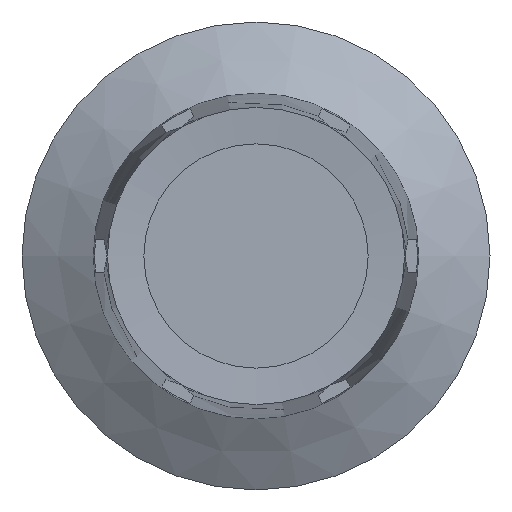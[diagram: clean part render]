
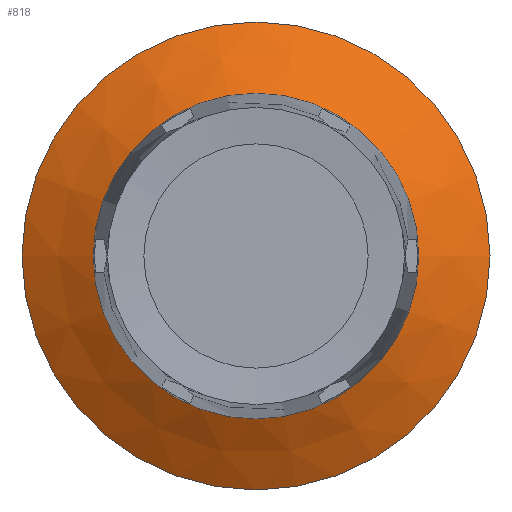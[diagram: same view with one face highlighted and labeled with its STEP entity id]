
A CAD part, front view. The second image highlights one B-rep face of the part: STEP entity #818.
In plain terms, the highlighted conical face has half-angle 60 degrees and reference radius 4 mm.
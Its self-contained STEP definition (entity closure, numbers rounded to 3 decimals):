
#369=CONICAL_SURFACE('',#3609,4.,60.);
#394=FACE_BOUND('',#1234,.T.);
#395=FACE_BOUND('',#1235,.T.);
#672=CIRCLE('',#3606,4.);
#673=CIRCLE('',#3608,5.75);
#818=ADVANCED_FACE('',(#394,#395),#369,.T.);
#1234=EDGE_LOOP('',(#1930));
#1235=EDGE_LOOP('',(#1931));
#1930=ORIENTED_EDGE('',*,*,#2800,.F.);
#1931=ORIENTED_EDGE('',*,*,#2799,.T.);
#2390=VERTEX_POINT('',#5685);
#2391=VERTEX_POINT('',#5688);
#2799=EDGE_CURVE('',#2390,#2390,#672,.T.);
#2800=EDGE_CURVE('',#2391,#2391,#673,.T.);
#3606=AXIS2_PLACEMENT_3D('',#5684,#4399,#4400);
#3608=AXIS2_PLACEMENT_3D('',#5687,#4403,#4404);
#3609=AXIS2_PLACEMENT_3D('',#5689,#4405,#4406);
#4399=DIRECTION('',(0.,1.,0.));
#4400=DIRECTION('',(1.,0.,0.));
#4403=DIRECTION('',(0.,1.,0.));
#4404=DIRECTION('',(1.,0.,0.));
#4405=DIRECTION('',(0.,1.,0.));
#4406=DIRECTION('',(1.,0.,0.));
#5684=CARTESIAN_POINT('',(0.,-18.1,0.));
#5685=CARTESIAN_POINT('',(4.,-18.1,0.));
#5687=CARTESIAN_POINT('',(0.,-17.09,0.));
#5688=CARTESIAN_POINT('',(5.75,-17.09,0.));
#5689=CARTESIAN_POINT('',(0.,-18.1,0.));
